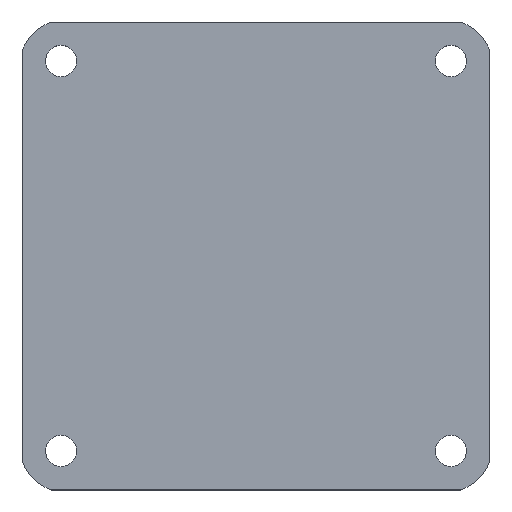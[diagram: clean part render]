
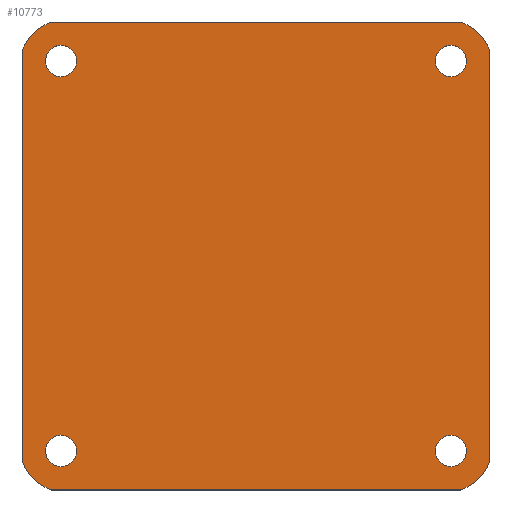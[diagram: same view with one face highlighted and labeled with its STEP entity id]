
A CAD part, top view. The second image highlights one B-rep face of the part: STEP entity #10773.
In plain terms, the highlighted planar face has unit normal (0, 0, 1).
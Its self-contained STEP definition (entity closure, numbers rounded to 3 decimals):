
#34 = EDGE_CURVE ( 'NONE', #7642, #2024, #6624, .T. ) ;
#150 = FACE_BOUND ( 'NONE', #4628, .T. ) ;
#268 = DIRECTION ( 'NONE',  ( -1., 0., 0. ) ) ;
#564 = CIRCLE ( 'NONE', #7596, 25. ) ;
#691 = CARTESIAN_POINT ( 'NONE',  ( -100., -100., 8. ) ) ;
#726 = VERTEX_POINT ( 'NONE', #7856 ) ;
#842 = DIRECTION ( 'NONE',  ( 1., 0., 0. ) ) ;
#871 = AXIS2_PLACEMENT_3D ( 'NONE', #10078, #2813, #2866 ) ;
#1099 = FACE_OUTER_BOUND ( 'NONE', #11147, .T. ) ;
#1174 = ORIENTED_EDGE ( 'NONE', *, *, #7024, .F. ) ;
#1408 = DIRECTION ( 'NONE',  ( 1., 0., 0. ) ) ;
#1561 = EDGE_CURVE ( 'NONE', #11332, #6108, #10957, .T. ) ;
#1763 = FACE_BOUND ( 'NONE', #7322, .T. ) ;
#1832 = ORIENTED_EDGE ( 'NONE', *, *, #34, .T. ) ;
#2024 = VERTEX_POINT ( 'NONE', #4445 ) ;
#2126 = VERTEX_POINT ( 'NONE', #3792 ) ;
#2191 = AXIS2_PLACEMENT_3D ( 'NONE', #10147, #2444, #7745 ) ;
#2331 = CARTESIAN_POINT ( 'NONE',  ( -120., -120., 8. ) ) ;
#2373 = LINE ( 'NONE', #8649, #2570 ) ;
#2444 = DIRECTION ( 'NONE',  ( 0., 0., 1. ) ) ;
#2501 = CARTESIAN_POINT ( 'NONE',  ( 108., -100., 8. ) ) ;
#2570 = VECTOR ( 'NONE', #7076, 1000. ) ;
#2587 = CARTESIAN_POINT ( 'NONE',  ( -96.464, 96.464, 8. ) ) ;
#2631 = DIRECTION ( 'NONE',  ( 0., 0., 1. ) ) ;
#2649 = DIRECTION ( 'NONE',  ( 0., 0., 1. ) ) ;
#2739 = CARTESIAN_POINT ( 'NONE',  ( -100., -100., 8. ) ) ;
#2813 = DIRECTION ( 'NONE',  ( 0., 0., 1. ) ) ;
#2825 = CARTESIAN_POINT ( 'NONE',  ( 120., 120., 8. ) ) ;
#2866 = DIRECTION ( 'NONE',  ( 1., 0., 0. ) ) ;
#3077 = CARTESIAN_POINT ( 'NONE',  ( -92., -100., 8. ) ) ;
#3100 = LINE ( 'NONE', #2331, #10536 ) ;
#3225 = VERTEX_POINT ( 'NONE', #4788 ) ;
#3227 = DIRECTION ( 'NONE',  ( 1., 0., 0. ) ) ;
#3260 = VERTEX_POINT ( 'NONE', #10402 ) ;
#3502 = CIRCLE ( 'NONE', #10896, 8. ) ;
#3534 = EDGE_CURVE ( 'NONE', #8689, #7146, #10151, .T. ) ;
#3744 = ORIENTED_EDGE ( 'NONE', *, *, #9674, .F. ) ;
#3769 = EDGE_CURVE ( 'NONE', #4686, #3260, #4830, .T. ) ;
#3789 = CARTESIAN_POINT ( 'NONE',  ( -96.464, -96.464, 8. ) ) ;
#3792 = CARTESIAN_POINT ( 'NONE',  ( -108., 100., 8. ) ) ;
#3849 = CARTESIAN_POINT ( 'NONE',  ( 96.464, -96.464, 8. ) ) ;
#3892 = CIRCLE ( 'NONE', #4826, 25. ) ;
#4071 = DIRECTION ( 'NONE',  ( 0., 0., 1. ) ) ;
#4291 = AXIS2_PLACEMENT_3D ( 'NONE', #6556, #4594, #11047 ) ;
#4413 = CARTESIAN_POINT ( 'NONE',  ( -104.895, 120., 8. ) ) ;
#4445 = CARTESIAN_POINT ( 'NONE',  ( 104.895, -120., 8. ) ) ;
#4521 = AXIS2_PLACEMENT_3D ( 'NONE', #7352, #2631, #7178 ) ;
#4594 = DIRECTION ( 'NONE',  ( 0., 0., 1. ) ) ;
#4612 = EDGE_LOOP ( 'NONE', ( #5291, #3744 ) ) ;
#4628 = EDGE_LOOP ( 'NONE', ( #1174, #4822 ) ) ;
#4686 = VERTEX_POINT ( 'NONE', #2501 ) ;
#4718 = DIRECTION ( 'NONE',  ( 1., 0., 0. ) ) ;
#4788 = CARTESIAN_POINT ( 'NONE',  ( -92., 100., 8. ) ) ;
#4822 = ORIENTED_EDGE ( 'NONE', *, *, #7836, .F. ) ;
#4826 = AXIS2_PLACEMENT_3D ( 'NONE', #2587, #8744, #8873 ) ;
#4830 = CIRCLE ( 'NONE', #2191, 8. ) ;
#4864 = CIRCLE ( 'NONE', #7542, 8. ) ;
#4894 = EDGE_CURVE ( 'NONE', #2126, #3225, #3502, .T. ) ;
#4901 = DIRECTION ( 'NONE',  ( 0., 0., 1. ) ) ;
#5174 = EDGE_CURVE ( 'NONE', #2024, #9923, #7690, .T. ) ;
#5291 = ORIENTED_EDGE ( 'NONE', *, *, #3534, .F. ) ;
#5331 = ORIENTED_EDGE ( 'NONE', *, *, #8637, .T. ) ;
#5398 = CARTESIAN_POINT ( 'NONE',  ( -120., 104.895, 8. ) ) ;
#5402 = CARTESIAN_POINT ( 'NONE',  ( -108., -100., 8. ) ) ;
#5425 = CARTESIAN_POINT ( 'NONE',  ( 104.895, 120., 8. ) ) ;
#5471 = ORIENTED_EDGE ( 'NONE', *, *, #4894, .F. ) ;
#5510 = PLANE ( 'NONE',  #5962 ) ;
#5564 = DIRECTION ( 'NONE',  ( -1., 0., 0. ) ) ;
#5962 = AXIS2_PLACEMENT_3D ( 'NONE', #7415, #2649, #4718 ) ;
#6024 = VERTEX_POINT ( 'NONE', #9128 ) ;
#6108 = VERTEX_POINT ( 'NONE', #4413 ) ;
#6185 = AXIS2_PLACEMENT_3D ( 'NONE', #7220, #6325, #8776 ) ;
#6226 = EDGE_CURVE ( 'NONE', #726, #9923, #2373, .T. ) ;
#6293 = VERTEX_POINT ( 'NONE', #5402 ) ;
#6325 = DIRECTION ( 'NONE',  ( 0., 0., 1. ) ) ;
#6326 = DIRECTION ( 'NONE',  ( 0., 0., 1. ) ) ;
#6327 = ORIENTED_EDGE ( 'NONE', *, *, #6226, .F. ) ;
#6556 = CARTESIAN_POINT ( 'NONE',  ( 100., 100., 8. ) ) ;
#6624 = LINE ( 'NONE', #10201, #8848 ) ;
#6789 = EDGE_CURVE ( 'NONE', #6024, #10483, #3100, .T. ) ;
#6820 = EDGE_LOOP ( 'NONE', ( #5471, #11201 ) ) ;
#6863 = DIRECTION ( 'NONE',  ( 0., 0., 1. ) ) ;
#6929 = ORIENTED_EDGE ( 'NONE', *, *, #6789, .F. ) ;
#7002 = DIRECTION ( 'NONE',  ( 1., 0., 0. ) ) ;
#7024 = EDGE_CURVE ( 'NONE', #6293, #7412, #4864, .T. ) ;
#7076 = DIRECTION ( 'NONE',  ( 0., -1., 0. ) ) ;
#7146 = VERTEX_POINT ( 'NONE', #11270 ) ;
#7157 = CIRCLE ( 'NONE', #4291, 8. ) ;
#7178 = DIRECTION ( 'NONE',  ( 1., 0., 0. ) ) ;
#7220 = CARTESIAN_POINT ( 'NONE',  ( 100., -100., 8. ) ) ;
#7248 = CARTESIAN_POINT ( 'NONE',  ( -104.895, -120., 8. ) ) ;
#7322 = EDGE_LOOP ( 'NONE', ( #9076, #10191 ) ) ;
#7352 = CARTESIAN_POINT ( 'NONE',  ( 96.464, 96.464, 8. ) ) ;
#7412 = VERTEX_POINT ( 'NONE', #3077 ) ;
#7415 = CARTESIAN_POINT ( 'NONE',  ( -120., 120., 8. ) ) ;
#7482 = DIRECTION ( 'NONE',  ( 0., 0., 1. ) ) ;
#7542 = AXIS2_PLACEMENT_3D ( 'NONE', #2739, #6326, #842 ) ;
#7582 = ORIENTED_EDGE ( 'NONE', *, *, #5174, .T. ) ;
#7596 = AXIS2_PLACEMENT_3D ( 'NONE', #3789, #4901, #268 ) ;
#7642 = VERTEX_POINT ( 'NONE', #7248 ) ;
#7690 = CIRCLE ( 'NONE', #11458, 25. ) ;
#7745 = DIRECTION ( 'NONE',  ( 1., 0., 0. ) ) ;
#7836 = EDGE_CURVE ( 'NONE', #7412, #6293, #10386, .T. ) ;
#7856 = CARTESIAN_POINT ( 'NONE',  ( 120., 104.895, 8. ) ) ;
#8227 = FACE_BOUND ( 'NONE', #6820, .T. ) ;
#8550 = CARTESIAN_POINT ( 'NONE',  ( 100., 100., 8. ) ) ;
#8637 = EDGE_CURVE ( 'NONE', #6024, #7642, #564, .T. ) ;
#8641 = DIRECTION ( 'NONE',  ( 0., 0., 1. ) ) ;
#8649 = CARTESIAN_POINT ( 'NONE',  ( 120., 120., 8. ) ) ;
#8689 = VERTEX_POINT ( 'NONE', #11071 ) ;
#8744 = DIRECTION ( 'NONE',  ( 0., 0., 1. ) ) ;
#8776 = DIRECTION ( 'NONE',  ( 1., 0., 0. ) ) ;
#8809 = CIRCLE ( 'NONE', #6185, 8. ) ;
#8838 = CARTESIAN_POINT ( 'NONE',  ( 120., -104.895, 8. ) ) ;
#8846 = CIRCLE ( 'NONE', #4521, 25. ) ;
#8848 = VECTOR ( 'NONE', #9260, 1000. ) ;
#8873 = DIRECTION ( 'NONE',  ( -1., 0., 0. ) ) ;
#9076 = ORIENTED_EDGE ( 'NONE', *, *, #11312, .F. ) ;
#9128 = CARTESIAN_POINT ( 'NONE',  ( -120., -104.895, 8. ) ) ;
#9260 = DIRECTION ( 'NONE',  ( 1., 0., 0. ) ) ;
#9264 = ORIENTED_EDGE ( 'NONE', *, *, #1561, .T. ) ;
#9547 = DIRECTION ( 'NONE',  ( 0., 1., 0. ) ) ;
#9585 = ORIENTED_EDGE ( 'NONE', *, *, #10620, .T. ) ;
#9596 = CARTESIAN_POINT ( 'NONE',  ( -100., 100., 8. ) ) ;
#9674 = EDGE_CURVE ( 'NONE', #7146, #8689, #7157, .T. ) ;
#9685 = EDGE_CURVE ( 'NONE', #3225, #2126, #9944, .T. ) ;
#9923 = VERTEX_POINT ( 'NONE', #8838 ) ;
#9944 = CIRCLE ( 'NONE', #871, 8. ) ;
#10006 = AXIS2_PLACEMENT_3D ( 'NONE', #691, #4071, #7002 ) ;
#10078 = CARTESIAN_POINT ( 'NONE',  ( -100., 100., 8. ) ) ;
#10099 = FACE_BOUND ( 'NONE', #4612, .T. ) ;
#10147 = CARTESIAN_POINT ( 'NONE',  ( 100., -100., 8. ) ) ;
#10151 = CIRCLE ( 'NONE', #10515, 8. ) ;
#10191 = ORIENTED_EDGE ( 'NONE', *, *, #3769, .F. ) ;
#10201 = CARTESIAN_POINT ( 'NONE',  ( -120., -120., 8. ) ) ;
#10262 = EDGE_CURVE ( 'NONE', #726, #11332, #8846, .T. ) ;
#10386 = CIRCLE ( 'NONE', #10006, 8. ) ;
#10402 = CARTESIAN_POINT ( 'NONE',  ( 92., -100., 8. ) ) ;
#10483 = VERTEX_POINT ( 'NONE', #5398 ) ;
#10515 = AXIS2_PLACEMENT_3D ( 'NONE', #8550, #6863, #3227 ) ;
#10536 = VECTOR ( 'NONE', #9547, 1000. ) ;
#10620 = EDGE_CURVE ( 'NONE', #6108, #10483, #3892, .T. ) ;
#10773 = ADVANCED_FACE ( 'NONE', ( #150, #8227, #10099, #1763, #1099 ), #5510, .T. ) ;
#10896 = AXIS2_PLACEMENT_3D ( 'NONE', #9596, #8641, #1408 ) ;
#10957 = LINE ( 'NONE', #2825, #10984 ) ;
#10984 = VECTOR ( 'NONE', #5564, 1000. ) ;
#11047 = DIRECTION ( 'NONE',  ( 1., 0., 0. ) ) ;
#11071 = CARTESIAN_POINT ( 'NONE',  ( 92., 100., 8. ) ) ;
#11076 = DIRECTION ( 'NONE',  ( 1., 0., 0. ) ) ;
#11147 = EDGE_LOOP ( 'NONE', ( #9264, #9585, #6929, #5331, #1832, #7582, #6327, #11745 ) ) ;
#11201 = ORIENTED_EDGE ( 'NONE', *, *, #9685, .F. ) ;
#11270 = CARTESIAN_POINT ( 'NONE',  ( 108., 100., 8. ) ) ;
#11312 = EDGE_CURVE ( 'NONE', #3260, #4686, #8809, .T. ) ;
#11332 = VERTEX_POINT ( 'NONE', #5425 ) ;
#11458 = AXIS2_PLACEMENT_3D ( 'NONE', #3849, #7482, #11076 ) ;
#11745 = ORIENTED_EDGE ( 'NONE', *, *, #10262, .T. ) ;
